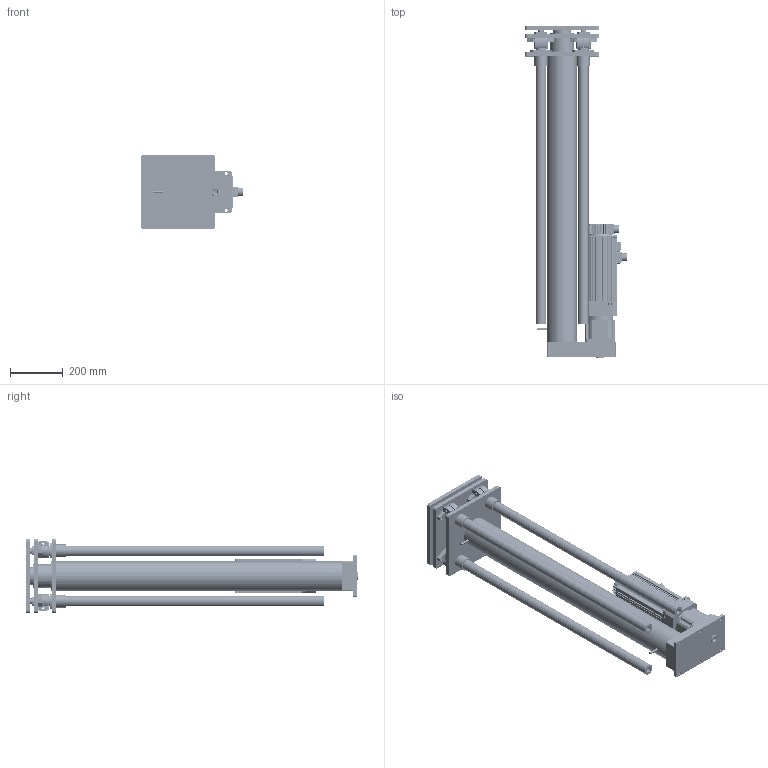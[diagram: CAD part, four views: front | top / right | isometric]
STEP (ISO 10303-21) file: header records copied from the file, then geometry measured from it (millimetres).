
FILE_DESCRIPTION (( 'STEP AP203' ), '1' );
FILE_NAME ('RLD115-20DZ-11.5KN-R1700-S2-200mm-s.STEP', '2025-01-07T00:08:25', ( '微软用户' ), ( '微软中国' ), 'SwSTEP 2.0', 'SolidWorks 2022', '' );
FILE_SCHEMA (( 'CONFIG_CONTROL_DESIGN' ));
Length unit declared in the file: millimetre
Products named in the file (45): _____AF0_ASM_3_ASM.stp; 31100089-LJ_3.stp; ____-1_AF0_3.stp; 15050037-LJ_3.stp; 0620_AF0_6.stp; 15050041---142010001-HC-100.stp; 4KW-3000带刹车; 31100148-LJ_3.stp; 4KW3000.stp; 复件 240219-TY-40导柱^RLD115-20DZ-11.5KN-R1700-S2-200mm-s; 0620_AF1_6.stp; 复件 SHHSA-40_base^RLD115-20DZ-11.5KN-R1700-S2-200mm-s; PGH115-L1-24-110-145-M8-A32; 31090131-LJ_AF0_3.stp; 复件 240219-TY-20导柱^RLD115-20DZ-11.5KN-R1700-S2-200mm-s; 22010052_1_6.stp; __1_AF0_3.stp; 复件 240219-TY-铜套内孔D40-60^RLD115-20DZ-11.5KN-R1700-S2-200mm-s; 01110915_ASM_3_ASM.stp; 31100134-_____3.stp; 0620_AF2_6.stp; 22010052_2_6.stp; 31150038-LJ-1_AF0_ASM_3_ASM.stp; 0312-1_AF3_5.stp; __10_AF0_3.stp; 0312-1_AF2_5.stp; 0312-1_AF0_5.stp; 复件 240219-TY-115多节缸第二节管^RLD115-20DZ-11.5KN-R1700-S2-200mm-s; 0312-1_AF1_5.stp; 0000701476_AF0_ASM_3_ASM.stp; RLD115-20DZ-11.5KN-R1700-S2-200mm-s; 复件 240219-TY-115多节缸第一节管^RLD115-20DZ-11.5KN-R1700-S2-200mm-s; 复件 240219-TY-115多节缸箱体盖板^RLD115-20DZ-11.5KN-R1700-S2-200mm-s; 复件 240219-TY-铜套内孔D20-40^RLD115-20DZ-11.5KN-R1700-S2-200mm-s; 复件 240219-TY-115多节缸轴承座^RLD115-20DZ-11.5KN-R1700-S2-200mm-s; _____1_ASM_1_1_2_AF0_ASM_3_ASM.stp; 复件 240219-TY-115多节缸第三节管^RLD115-20DZ-11.5KN-R1700-S2-200mm-s; ____1_3.stp; JIAN_6.stp; ___AF0_ASM_3_ASM.stp ...
Assembly tree (78 placements, depth 8):
  RLD115-20DZ-11.5KN-R1700-S2-200mm-s
    复件 240219-TY-115多节缸箱体盖板^RLD115-20DZ-11.5KN-R1700-S2-200mm-s
    复件 240219-TY-115多节缸轴承座^RLD115-20DZ-11.5KN-R1700-S2-200mm-s
    复件 240219-TY-115多节缸第二节管^RLD115-20DZ-11.5KN-R1700-S2-200mm-s
    复件 240219-TY-115多节缸第三节管^RLD115-20DZ-11.5KN-R1700-S2-200mm-s
    复件 240219-TY-115多节缸第一节管^RLD115-20DZ-11.5KN-R1700-S2-200mm-s
    复件 240219-TY-20导柱^RLD115-20DZ-11.5KN-R1700-S2-200mm-s  x4
    复件 240219-TY-40导柱^RLD115-20DZ-11.5KN-R1700-S2-200mm-s  x4
    复件 240219-TY-铜套内孔D20-40^RLD115-20DZ-11.5KN-R1700-S2-200mm-s  x4
    复件 240219-TY-铜套内孔D40-60^RLD115-20DZ-11.5KN-R1700-S2-200mm-s  x4
    复件 SHHSA-40_base^RLD115-20DZ-11.5KN-R1700-S2-200mm-s  x4
    PGH115-L1-24-110-145-M8-A32
    4KW-3000带刹车
      4KW3000.stp
        01110915_ASM_3_ASM.stp
          _____AF0_ASM_3_ASM.stp
            ___AF0_ASM_3_ASM.stp
              ____-1_AF0_3.stp
            31100134-_____3.stp
            31100148-LJ_3.stp
          31090149-ZP_AF0_ASM_3_ASM.stp
            31160032-ZP-1_AF0_ASM_3_ASM.stp
              31150038-LJ-1_AF0_ASM_3_ASM.stp
                __10_AF0_3.stp
                __1_AF0_3.stp
          0000701476_AF0_ASM_3_ASM.stp
            _____1_ASM_1_1_2_AF0_ASM_3_ASM.stp
              __1_1_2_AF0_3.stp
          15050037-LJ_3.stp
          31090131-LJ_AF0_3.stp
          ____1_3.stp
          31100089-LJ_3.stp
          0000701462_AF0_3.stp
          0620_AF0_6.stp
          0620_AF1_6.stp
          0620_AF2_6.stp
          0620_AF3_6.stp
          0312-1_AF0_5.stp
          0312-1_AF1_5.stp
          0312-1_AF2_5.stp
          0312-1_AF3_5.stp
          JIAN_6.stp
          22010052_2_6.stp  x13
          22010052_1_6.stp  x8
        15050041---142010001-HC-100.stp
Bounding box: 385 x 1255 x 280 mm (x, y, z)
Volume: 17536873.2 mm3; surface area: 4427884.9 mm2
Topology: 90 solids, 95 shells, 6535 faces, 14737 edges, 8458 vertices
Faces by surface type: cylinder 2628, cone 2133, plane 1103, torus 433, sphere 141, bspline 97
Entity records: 127186 total; most frequent: CARTESIAN_POINT 47171, DIRECTION 16214, ORIENTED_EDGE 15112, EDGE_CURVE 7562, AXIS2_PLACEMENT_3D 6591, VERTEX_POINT 4620, EDGE_LOOP 3596, CIRCLE 3385
